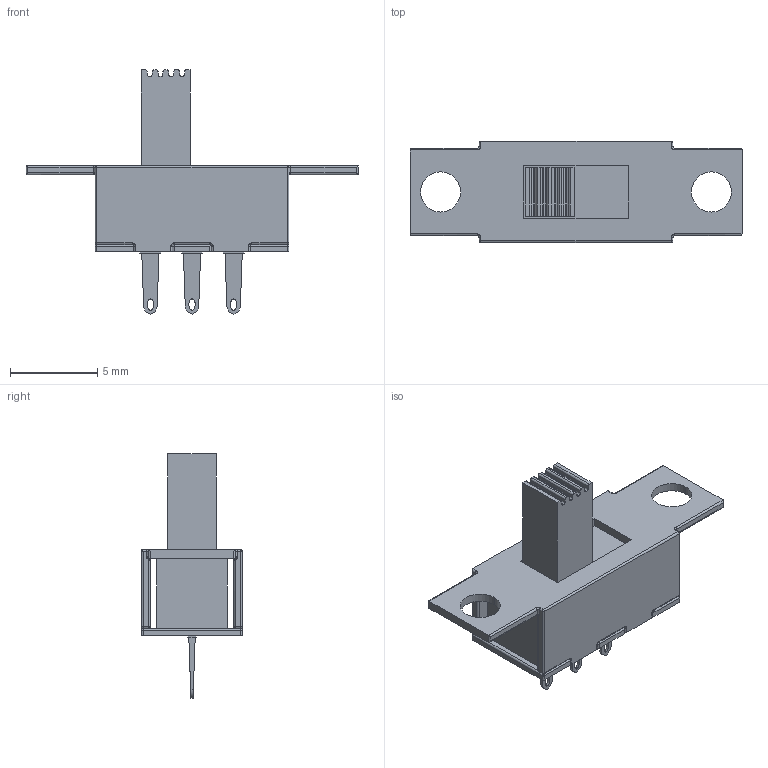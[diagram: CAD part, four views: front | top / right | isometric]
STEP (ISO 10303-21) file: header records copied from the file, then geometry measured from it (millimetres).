
FILE_DESCRIPTION (( 'STEP AP203' ), '1' );
FILE_NAME ('EG1201A_Switch.STEP', '2024-06-14T19:24:00', ( '' ), ( '' ), 'SwSTEP 2.0', 'SolidWorks 2022', '' );
FILE_SCHEMA (( 'CONFIG_CONTROL_DESIGN' ));
Length unit declared in the file: millimetre
Products named in the file (1): EG1201A_Switch
Bounding box: 19 x 5.8 x 13.99 mm (x, y, z)
Volume: 323.9 mm3; surface area: 665.6 mm2
Topology: 1 solids, 1 shells, 294 faces, 793 edges, 480 vertices
Faces by surface type: cylinder 116, plane 111, bspline 30, torus 20, sphere 17
Entity records: 10404 total; most frequent: CARTESIAN_POINT 3255, ORIENTED_EDGE 1552, DIRECTION 1379, EDGE_CURVE 776, VERTEX_POINT 480, AXIS2_PLACEMENT_3D 472, LINE 435, VECTOR 435
